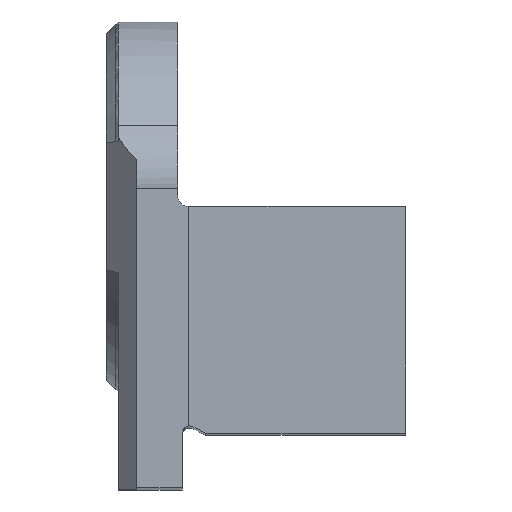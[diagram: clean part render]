
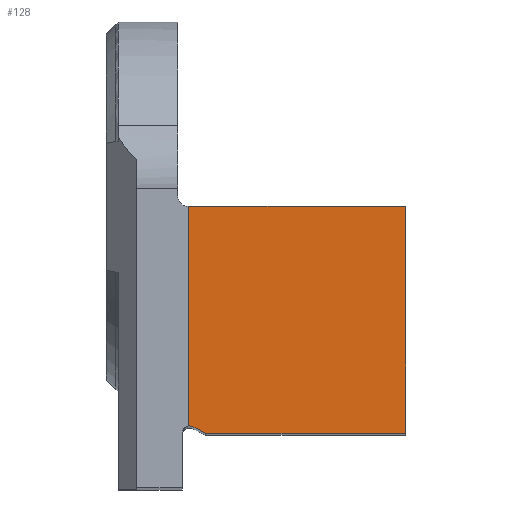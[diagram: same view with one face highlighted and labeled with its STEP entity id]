
A CAD part, top view. The second image highlights one B-rep face of the part: STEP entity #128.
In plain terms, the highlighted planar face has unit normal (0, 0, 1).
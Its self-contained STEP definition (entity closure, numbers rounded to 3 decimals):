
#105=PLANE('',#811);
#128=ADVANCED_FACE('',(#187),#105,.F.);
#187=FACE_OUTER_BOUND('',#211,.T.);
#211=EDGE_LOOP('',(#400,#401,#402,#403,#404,#405));
#300=LINE('',#1174,#346);
#301=LINE('',#1176,#347);
#302=LINE('',#1178,#348);
#303=LINE('',#1180,#349);
#304=LINE('',#1182,#350);
#346=VECTOR('',#928,1.);
#347=VECTOR('',#929,1.);
#348=VECTOR('',#930,1.);
#349=VECTOR('',#931,1.);
#350=VECTOR('',#932,1.);
#400=ORIENTED_EDGE('',*,*,#657,.F.);
#401=ORIENTED_EDGE('',*,*,#649,.T.);
#402=ORIENTED_EDGE('',*,*,#658,.F.);
#403=ORIENTED_EDGE('',*,*,#659,.F.);
#404=ORIENTED_EDGE('',*,*,#660,.F.);
#405=ORIENTED_EDGE('',*,*,#661,.F.);
#577=VERTEX_POINT('',#1158);
#578=VERTEX_POINT('',#1160);
#583=VERTEX_POINT('',#1175);
#584=VERTEX_POINT('',#1177);
#585=VERTEX_POINT('',#1179);
#586=VERTEX_POINT('',#1181);
#649=EDGE_CURVE('',#578,#577,#734,.T.);
#657=EDGE_CURVE('',#578,#583,#300,.T.);
#658=EDGE_CURVE('',#584,#577,#301,.T.);
#659=EDGE_CURVE('',#585,#584,#302,.T.);
#660=EDGE_CURVE('',#586,#585,#303,.T.);
#661=EDGE_CURVE('',#583,#586,#304,.T.);
#734=CIRCLE('',#807,0.8);
#807=AXIS2_PLACEMENT_3D('',#1159,#914,#915);
#811=AXIS2_PLACEMENT_3D('',#1183,#933,#934);
#914=DIRECTION('',(0.,0.,-1.));
#915=DIRECTION('',(-1.,0.,0.));
#928=DIRECTION('',(0.,1.,0.));
#929=DIRECTION('',(-0.891,0.454,0.));
#930=DIRECTION('',(-1.,0.,0.));
#931=DIRECTION('',(0.,-1.,0.));
#932=DIRECTION('',(1.,0.,0.));
#933=DIRECTION('',(0.,0.,-1.));
#934=DIRECTION('',(1.,0.,0.));
#1158=CARTESIAN_POINT('',(-23.337,0.713,0.));
#1159=CARTESIAN_POINT('',(-23.7,0.,0.));
#1160=CARTESIAN_POINT('',(-23.8,0.794,0.));
#1174=CARTESIAN_POINT('',(-23.8,0.,0.));
#1175=CARTESIAN_POINT('',(-23.8,24.875,0.));
#1176=CARTESIAN_POINT('',(-21.938,0.,0.));
#1177=CARTESIAN_POINT('',(-21.938,0.,0.));
#1178=CARTESIAN_POINT('',(0.,0.,0.));
#1179=CARTESIAN_POINT('',(0.,0.,0.));
#1180=CARTESIAN_POINT('',(0.,24.875,0.));
#1181=CARTESIAN_POINT('',(0.,24.875,0.));
#1182=CARTESIAN_POINT('',(-24.5,24.875,0.));
#1183=CARTESIAN_POINT('',(-23.7,0.,0.));
